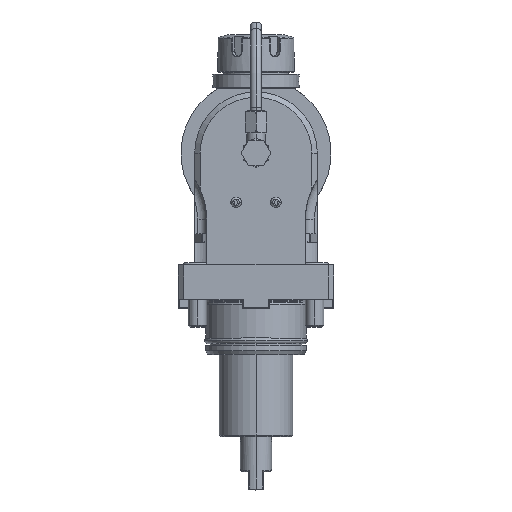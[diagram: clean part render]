
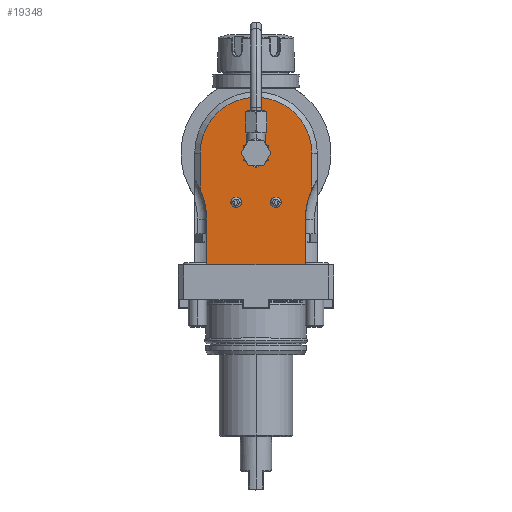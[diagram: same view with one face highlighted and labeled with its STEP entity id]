
A CAD part, top view. The second image highlights one B-rep face of the part: STEP entity #19348.
In plain terms, the highlighted planar face has unit normal (0, 0, 1).
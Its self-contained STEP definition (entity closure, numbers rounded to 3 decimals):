
#3797=CARTESIAN_POINT('',(67.,-36.,40.));
#3798=DIRECTION('',(0.,0.,-1.));
#3799=DIRECTION('',(-1.,0.,0.));
#3800=AXIS2_PLACEMENT_3D('',#3797,#3798,#3799);
#3802=DIRECTION('',(0.,-1.,0.));
#3803=VECTOR('',#3802,25.);
#3804=CARTESIAN_POINT('',(27.,-36.,40.));
#3805=LINE('',#3804,#3803);
#3806=DIRECTION('',(-1.,0.,0.));
#3807=VECTOR('',#3806,54.);
#3808=CARTESIAN_POINT('',(27.,-61.,40.));
#3809=LINE('',#3808,#3807);
#3810=DIRECTION('',(0.,1.,0.));
#3811=VECTOR('',#3810,25.);
#3812=CARTESIAN_POINT('',(-27.,-61.,40.));
#3813=LINE('',#3812,#3811);
#3814=CARTESIAN_POINT('',(-67.,-36.,40.));
#3815=DIRECTION('',(0.,0.,1.));
#3816=DIRECTION('',(1.,0.,0.));
#3817=AXIS2_PLACEMENT_3D('',#3814,#3815,#3816);
#3819=CARTESIAN_POINT('',(0.,0.,40.));
#3820=DIRECTION('',(0.,0.,1.));
#3821=DIRECTION('',(1.,0.,0.));
#3822=AXIS2_PLACEMENT_3D('',#3819,#3820,#3821);
#3824=CARTESIAN_POINT('',(0.,0.,40.));
#3825=DIRECTION('',(0.,0.,1.));
#3826=DIRECTION('',(1.,0.,0.));
#3827=AXIS2_PLACEMENT_3D('',#3824,#3825,#3826);
#3829=CARTESIAN_POINT('',(0.,0.,40.));
#3830=DIRECTION('',(0.,0.,1.));
#3831=DIRECTION('',(-1.,0.,0.));
#3832=AXIS2_PLACEMENT_3D('',#3829,#3830,#3831);
#3834=CARTESIAN_POINT('',(10.864,-26.888,40.));
#3835=DIRECTION('',(0.,0.,1.));
#3836=DIRECTION('',(-1.,0.,0.));
#3837=AXIS2_PLACEMENT_3D('',#3834,#3835,#3836);
#3839=CARTESIAN_POINT('',(10.864,-26.888,40.));
#3840=DIRECTION('',(0.,0.,1.));
#3841=DIRECTION('',(1.,0.,0.));
#3842=AXIS2_PLACEMENT_3D('',#3839,#3840,#3841);
#3844=CARTESIAN_POINT('',(-10.864,-26.888,40.));
#3845=DIRECTION('',(0.,0.,1.));
#3846=DIRECTION('',(-1.,0.,0.));
#3847=AXIS2_PLACEMENT_3D('',#3844,#3845,#3846);
#3849=CARTESIAN_POINT('',(-10.864,-26.888,40.));
#3850=DIRECTION('',(0.,0.,1.));
#3851=DIRECTION('',(1.,0.,0.));
#3852=AXIS2_PLACEMENT_3D('',#3849,#3850,#3851);
#3866=DIRECTION('',(0.,1.,0.));
#3867=VECTOR('',#3866,19.637);
#3868=CARTESIAN_POINT('',(30.5,-19.637,40.));
#3869=LINE('',#3868,#3867);
#4074=DIRECTION('',(0.,-1.,0.));
#4075=VECTOR('',#4074,19.637);
#4076=CARTESIAN_POINT('',(-30.5,0.,40.));
#4077=LINE('',#4076,#4075);
#13158=CARTESIAN_POINT('',(30.5,0.,40.));
#13159=CARTESIAN_POINT('',(-30.5,0.,40.));
#13160=VERTEX_POINT('',#13158);
#13161=VERTEX_POINT('',#13159);
#13512=CARTESIAN_POINT('',(-13.714,-26.888,40.));
#13513=CARTESIAN_POINT('',(-8.014,-26.888,40.));
#13514=VERTEX_POINT('',#13512);
#13515=VERTEX_POINT('',#13513);
#13548=CARTESIAN_POINT('',(8.014,-26.888,40.));
#13549=CARTESIAN_POINT('',(13.714,-26.888,40.));
#13550=VERTEX_POINT('',#13548);
#13551=VERTEX_POINT('',#13549);
#13963=CARTESIAN_POINT('',(6.5,0.,40.));
#13964=CARTESIAN_POINT('',(-6.5,0.,40.));
#13965=VERTEX_POINT('',#13963);
#13966=VERTEX_POINT('',#13964);
#14586=CARTESIAN_POINT('',(27.,-36.,40.));
#14587=CARTESIAN_POINT('',(30.5,-19.637,40.));
#14588=VERTEX_POINT('',#14586);
#14589=VERTEX_POINT('',#14587);
#14613=CARTESIAN_POINT('',(-27.,-36.,40.));
#14614=CARTESIAN_POINT('',(-30.5,-19.637,40.));
#14615=VERTEX_POINT('',#14613);
#14616=VERTEX_POINT('',#14614);
#14920=CARTESIAN_POINT('',(27.,-61.,40.));
#14921=VERTEX_POINT('',#14920);
#14922=CARTESIAN_POINT('',(-27.,-61.,40.));
#14923=VERTEX_POINT('',#14922);
#19309=CARTESIAN_POINT('',(0.,0.,40.));
#19310=DIRECTION('',(0.,0.,1.));
#19311=DIRECTION('',(1.,0.,0.));
#19312=AXIS2_PLACEMENT_3D('',#19309,#19310,#19311);
#19313=PLANE('',#19312);
#19315=ORIENTED_EDGE('',*,*,#19314,.F.);
#19317=ORIENTED_EDGE('',*,*,#19316,.F.);
#19318=ORIENTED_EDGE('',*,*,#19298,.T.);
#19319=ORIENTED_EDGE('',*,*,#15158,.T.);
#19321=ORIENTED_EDGE('',*,*,#19320,.T.);
#19323=ORIENTED_EDGE('',*,*,#19322,.T.);
#19325=ORIENTED_EDGE('',*,*,#19324,.F.);
#19327=ORIENTED_EDGE('',*,*,#19326,.F.);
#19328=EDGE_LOOP('',(#19315,#19317,#19318,#19319,#19321,#19323,#19325,#19327));
#19329=FACE_OUTER_BOUND('',#19328,.F.);
#19331=ORIENTED_EDGE('',*,*,#19330,.T.);
#19333=ORIENTED_EDGE('',*,*,#19332,.T.);
#19334=EDGE_LOOP('',(#19331,#19333));
#19335=FACE_BOUND('',#19334,.F.);
#19337=ORIENTED_EDGE('',*,*,#19336,.T.);
#19339=ORIENTED_EDGE('',*,*,#19338,.T.);
#19340=EDGE_LOOP('',(#19337,#19339));
#19341=FACE_BOUND('',#19340,.F.);
#19343=ORIENTED_EDGE('',*,*,#19342,.T.);
#19345=ORIENTED_EDGE('',*,*,#19344,.T.);
#19346=EDGE_LOOP('',(#19343,#19345));
#19347=FACE_BOUND('',#19346,.F.);
#3801=CIRCLE('',#3800,40.);
#3818=CIRCLE('',#3817,40.);
#3823=CIRCLE('',#3822,30.5);
#3828=CIRCLE('',#3827,6.5);
#3833=CIRCLE('',#3832,6.5);
#3838=CIRCLE('',#3837,2.85);
#3843=CIRCLE('',#3842,2.85);
#3848=CIRCLE('',#3847,2.85);
#3853=CIRCLE('',#3852,2.85);
#15158=EDGE_CURVE('',#14921,#14923,#3809,.T.);
#19298=EDGE_CURVE('',#14588,#14921,#3805,.T.);
#19314=EDGE_CURVE('',#14589,#13160,#3869,.T.);
#19316=EDGE_CURVE('',#14588,#14589,#3801,.T.);
#19320=EDGE_CURVE('',#14923,#14615,#3813,.T.);
#19322=EDGE_CURVE('',#14615,#14616,#3818,.T.);
#19324=EDGE_CURVE('',#13161,#14616,#4077,.T.);
#19326=EDGE_CURVE('',#13160,#13161,#3823,.T.);
#19330=EDGE_CURVE('',#13965,#13966,#3828,.T.);
#19332=EDGE_CURVE('',#13966,#13965,#3833,.T.);
#19336=EDGE_CURVE('',#13550,#13551,#3838,.T.);
#19338=EDGE_CURVE('',#13551,#13550,#3843,.T.);
#19342=EDGE_CURVE('',#13514,#13515,#3848,.T.);
#19344=EDGE_CURVE('',#13515,#13514,#3853,.T.);
#19348=ADVANCED_FACE('',(#19329,#19335,#19341,#19347),#19313,.T.);
